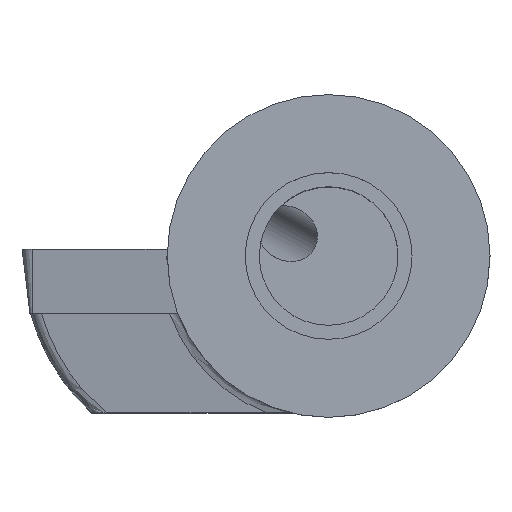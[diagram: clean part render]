
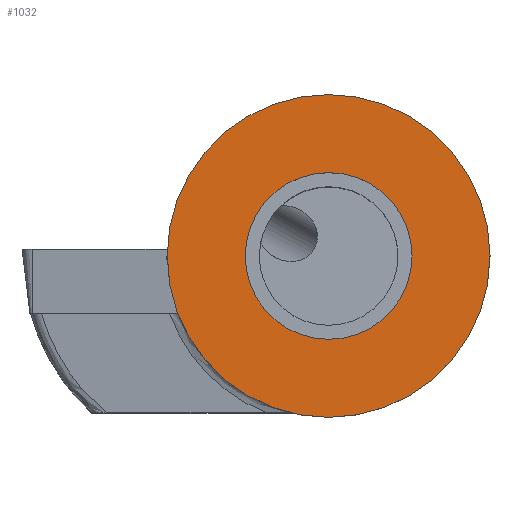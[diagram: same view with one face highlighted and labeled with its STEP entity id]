
A CAD part, top view. The second image highlights one B-rep face of the part: STEP entity #1032.
In plain terms, the highlighted planar face has unit normal (0, 0, 1).
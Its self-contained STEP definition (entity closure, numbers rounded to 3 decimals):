
#582=EDGE_CURVE('NONE',#866,#802,#1622,.F.);
#802=VERTEX_POINT('NONE',#1865);
#866=VERTEX_POINT('NONE',#1933);
#1028=EDGE_CURVE('NONE',#1210,#1444,#2119,.T.);
#1032=ADVANCED_FACE('NONE',(#2124,#2125),#2126,.F.);
#1210=VERTEX_POINT('NONE',#2327);
#1370=EDGE_CURVE('NONE',#1444,#1210,#2504,.F.);
#1390=EDGE_CURVE('NONE',#802,#866,#2527,.F.);
#1444=VERTEX_POINT('NONE',#2582);
#1622=CIRCLE('',#2791,6.0);
#1865=CARTESIAN_POINT('',(0.,-6.0,0.));
#1933=CARTESIAN_POINT('',(0.,6.0,0.));
#2119=CIRCLE('',#3454,3.1);
#2124=FACE_OUTER_BOUND('',#3459,.T.);
#2125=FACE_BOUND('',#3460,.T.);
#2126=PLANE('',#3461);
#2327=CARTESIAN_POINT('',(0.,-3.1,0.));
#2504=CIRCLE('',#5460,3.1);
#2527=CIRCLE('',#5514,6.0);
#2582=CARTESIAN_POINT('',(0.,3.1,0.));
#2791=AXIS2_PLACEMENT_3D('',#5845,#5846,#5847);
#3454=AXIS2_PLACEMENT_3D('',#6464,#6465,#6466);
#3459=EDGE_LOOP('',(#6476,#6477));
#3460=EDGE_LOOP('',(#6478,#6479));
#3461=AXIS2_PLACEMENT_3D('',#6480,#6481,#6482);
#5460=AXIS2_PLACEMENT_3D('',#6944,#6945,#6946);
#5514=AXIS2_PLACEMENT_3D('',#6991,#6992,#6993);
#5845=CARTESIAN_POINT('',(0.,0.,0.));
#5846=DIRECTION('',(0.0,-0.0,1.0));
#5847=DIRECTION('',(0.0,1.0,0.0));
#6464=CARTESIAN_POINT('',(0.,0.,0.));
#6465=DIRECTION('',(0.0,-0.0,1.0));
#6466=DIRECTION('',(0.0,1.0,0.0));
#6476=ORIENTED_EDGE('',*,*,#582,.F.);
#6477=ORIENTED_EDGE('',*,*,#1390,.F.);
#6478=ORIENTED_EDGE('',*,*,#1370,.F.);
#6479=ORIENTED_EDGE('',*,*,#1028,.F.);
#6480=CARTESIAN_POINT('',(0.,0.,0.));
#6481=DIRECTION('',(0.0,0.0,-1.0));
#6482=DIRECTION('',(-1.0,0.0,0.0));
#6944=CARTESIAN_POINT('',(0.,0.,0.));
#6945=DIRECTION('',(0.0,0.0,-1.0));
#6946=DIRECTION('',(0.0,1.0,0.0));
#6991=CARTESIAN_POINT('',(0.,0.,0.));
#6992=DIRECTION('',(0.0,-0.0,1.0));
#6993=DIRECTION('',(0.0,1.0,0.0));
